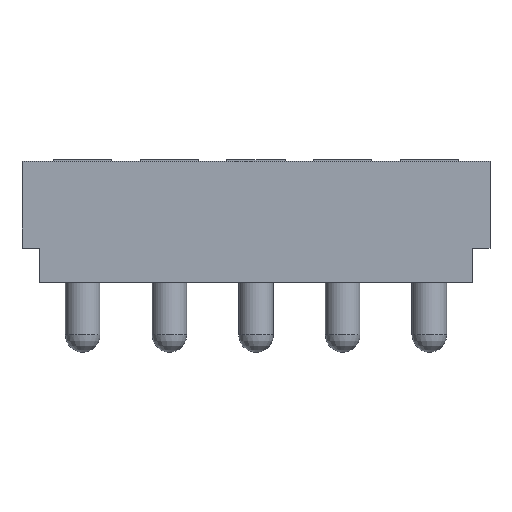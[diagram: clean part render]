
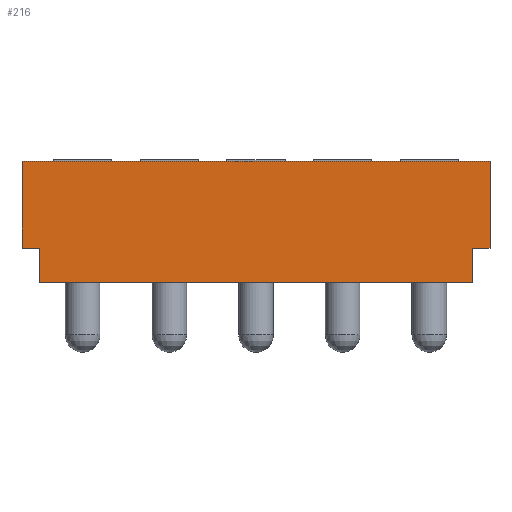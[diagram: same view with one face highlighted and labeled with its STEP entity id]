
A CAD part, top view. The second image highlights one B-rep face of the part: STEP entity #216.
In plain terms, the highlighted planar face has unit normal (0, 0, 1).
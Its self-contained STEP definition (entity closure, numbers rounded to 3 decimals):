
#50 = VERTEX_POINT('',#51);
#51 = CARTESIAN_POINT('',(-6.75,1.25,2.5));
#57 = EDGE_CURVE('',#50,#58,#60,.T.);
#58 = VERTEX_POINT('',#59);
#59 = CARTESIAN_POINT('',(-6.75,-1.25,2.5));
#60 = LINE('',#61,#62);
#61 = CARTESIAN_POINT('',(-6.75,1.25,2.5));
#62 = VECTOR('',#63,1.);
#63 = DIRECTION('',(0.,-1.,0.));
#90 = VERTEX_POINT('',#91);
#91 = CARTESIAN_POINT('',(6.75,1.25,2.5));
#97 = EDGE_CURVE('',#90,#50,#98,.T.);
#98 = LINE('',#99,#100);
#99 = CARTESIAN_POINT('',(6.75,1.25,2.5));
#100 = VECTOR('',#101,1.);
#101 = DIRECTION('',(-1.,0.,0.));
#119 = EDGE_CURVE('',#58,#120,#122,.T.);
#120 = VERTEX_POINT('',#121);
#121 = CARTESIAN_POINT('',(-6.25,-1.25,2.5));
#122 = LINE('',#123,#124);
#123 = CARTESIAN_POINT('',(-6.75,-1.25,2.5));
#124 = VECTOR('',#125,1.);
#125 = DIRECTION('',(1.,0.,0.));
#216 = ADVANCED_FACE('',(#217),#260,.T.);
#217 = FACE_BOUND('',#218,.T.);
#218 = EDGE_LOOP('',(#219,#220,#221,#229,#237,#245,#253,#259));
#219 = ORIENTED_EDGE('',*,*,#57,.T.);
#220 = ORIENTED_EDGE('',*,*,#119,.T.);
#221 = ORIENTED_EDGE('',*,*,#222,.T.);
#222 = EDGE_CURVE('',#120,#223,#225,.T.);
#223 = VERTEX_POINT('',#224);
#224 = CARTESIAN_POINT('',(-6.25,-2.25,2.5));
#225 = LINE('',#226,#227);
#226 = CARTESIAN_POINT('',(-6.25,-1.25,2.5));
#227 = VECTOR('',#228,1.);
#228 = DIRECTION('',(0.,-1.,0.));
#229 = ORIENTED_EDGE('',*,*,#230,.T.);
#230 = EDGE_CURVE('',#223,#231,#233,.T.);
#231 = VERTEX_POINT('',#232);
#232 = CARTESIAN_POINT('',(6.25,-2.25,2.5));
#233 = LINE('',#234,#235);
#234 = CARTESIAN_POINT('',(-6.25,-2.25,2.5));
#235 = VECTOR('',#236,1.);
#236 = DIRECTION('',(1.,0.,0.));
#237 = ORIENTED_EDGE('',*,*,#238,.T.);
#238 = EDGE_CURVE('',#231,#239,#241,.T.);
#239 = VERTEX_POINT('',#240);
#240 = CARTESIAN_POINT('',(6.25,-1.25,2.5));
#241 = LINE('',#242,#243);
#242 = CARTESIAN_POINT('',(6.25,-2.25,2.5));
#243 = VECTOR('',#244,1.);
#244 = DIRECTION('',(0.,1.,0.));
#245 = ORIENTED_EDGE('',*,*,#246,.T.);
#246 = EDGE_CURVE('',#239,#247,#249,.T.);
#247 = VERTEX_POINT('',#248);
#248 = CARTESIAN_POINT('',(6.75,-1.25,2.5));
#249 = LINE('',#250,#251);
#250 = CARTESIAN_POINT('',(6.25,-1.25,2.5));
#251 = VECTOR('',#252,1.);
#252 = DIRECTION('',(1.,0.,0.));
#253 = ORIENTED_EDGE('',*,*,#254,.T.);
#254 = EDGE_CURVE('',#247,#90,#255,.T.);
#255 = LINE('',#256,#257);
#256 = CARTESIAN_POINT('',(6.75,-1.25,2.5));
#257 = VECTOR('',#258,1.);
#258 = DIRECTION('',(0.,1.,0.));
#259 = ORIENTED_EDGE('',*,*,#97,.T.);
#260 = PLANE('',#261);
#261 = AXIS2_PLACEMENT_3D('',#262,#263,#264);
#262 = CARTESIAN_POINT('',(0.,-0.471,2.5));
#263 = DIRECTION('',(0.,0.,1.));
#264 = DIRECTION('',(1.,0.,0.));
